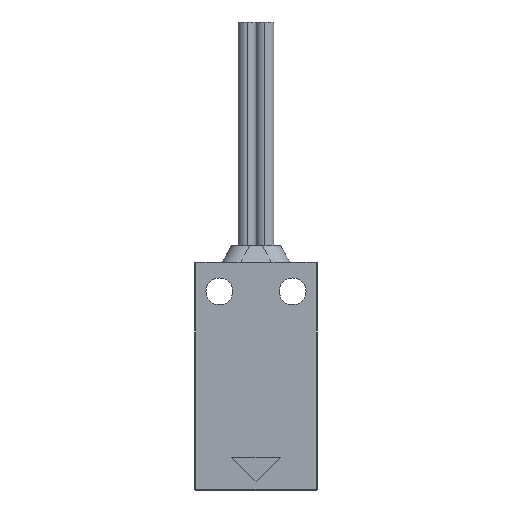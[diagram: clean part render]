
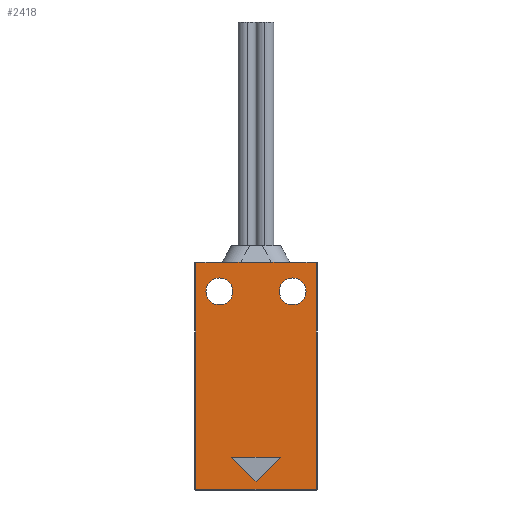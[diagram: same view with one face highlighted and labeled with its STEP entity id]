
A CAD part, left-side view. The second image highlights one B-rep face of the part: STEP entity #2418.
In plain terms, the highlighted planar face has unit normal (-1, 0, 0).
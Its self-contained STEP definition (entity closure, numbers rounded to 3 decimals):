
#897=CARTESIAN_POINT('',(-1.,9.489,23.19));
#898=CARTESIAN_POINT('',(-1.,9.302,23.251));
#899=CARTESIAN_POINT('',(-1.,9.111,23.29));
#900=CARTESIAN_POINT('',(-1.,8.913,23.29));
#902=DIRECTION('',(0.,-1.,0.));
#903=VECTOR('',#902,3.827);
#904=CARTESIAN_POINT('',(-1.,8.913,23.29));
#905=LINE('',#904,#903);
#906=CARTESIAN_POINT('',(-1.,4.511,23.19));
#907=CARTESIAN_POINT('',(-1.,4.698,23.251));
#908=CARTESIAN_POINT('',(-1.,4.889,23.29));
#909=CARTESIAN_POINT('',(-1.,5.087,23.29));
#911=CARTESIAN_POINT('',(-1.,11.5,19.69));
#912=DIRECTION('',(-1.,0.,0.));
#913=DIRECTION('',(0.,0.,-1.));
#914=AXIS2_PLACEMENT_3D('',#911,#912,#913);
#916=CARTESIAN_POINT('',(-1.,11.5,19.69));
#917=DIRECTION('',(-1.,0.,0.));
#918=DIRECTION('',(0.,0.,1.));
#919=AXIS2_PLACEMENT_3D('',#916,#917,#918);
#921=CARTESIAN_POINT('',(-1.,2.5,19.69));
#922=DIRECTION('',(-1.,0.,0.));
#923=DIRECTION('',(0.,0.,-1.));
#924=AXIS2_PLACEMENT_3D('',#921,#922,#923);
#926=CARTESIAN_POINT('',(-1.,2.5,19.69));
#927=DIRECTION('',(-1.,0.,0.));
#928=DIRECTION('',(0.,0.,1.));
#929=AXIS2_PLACEMENT_3D('',#926,#927,#928);
#931=DIRECTION('',(0.,-0.707,0.707));
#932=VECTOR('',#931,4.243);
#933=CARTESIAN_POINT('',(-1.,7.,-3.71));
#934=LINE('',#933,#932);
#935=DIRECTION('',(0.,-0.707,-0.707));
#936=VECTOR('',#935,4.243);
#937=CARTESIAN_POINT('',(-1.,10.,-0.71));
#938=LINE('',#937,#936);
#939=DIRECTION('',(0.,1.,0.));
#940=VECTOR('',#939,4.911);
#941=CARTESIAN_POINT('',(-1.,-0.4,23.19));
#942=LINE('',#941,#940);
#1225=DIRECTION('',(0.,1.,0.));
#1226=VECTOR('',#1225,4.911);
#1227=CARTESIAN_POINT('',(-1.,9.489,23.19));
#1228=LINE('',#1227,#1226);
#1264=DIRECTION('',(0.,0.,-1.));
#1265=VECTOR('',#1264,27.8);
#1266=CARTESIAN_POINT('',(-1.,14.4,23.19));
#1267=LINE('',#1266,#1265);
#1291=DIRECTION('',(0.,-1.,0.));
#1292=VECTOR('',#1291,14.8);
#1293=CARTESIAN_POINT('',(-1.,14.4,-4.61));
#1294=LINE('',#1293,#1292);
#1477=DIRECTION('',(0.,0.,1.));
#1478=VECTOR('',#1477,27.8);
#1479=CARTESIAN_POINT('',(-1.,-0.4,-4.61));
#1480=LINE('',#1479,#1478);
#1524=DIRECTION('',(0.,-1.,0.));
#1525=VECTOR('',#1524,6.);
#1526=CARTESIAN_POINT('',(-1.,10.,-0.71));
#1527=LINE('',#1526,#1525);
#1934=CARTESIAN_POINT('',(-1.,8.913,23.29));
#1935=VERTEX_POINT('',#1934);
#1936=VERTEX_POINT('',#897);
#1942=CARTESIAN_POINT('',(-1.,-0.4,-4.61));
#1943=CARTESIAN_POINT('',(-1.,-0.4,23.19));
#1944=VERTEX_POINT('',#1942);
#1945=VERTEX_POINT('',#1943);
#1946=CARTESIAN_POINT('',(-1.,14.4,-4.61));
#1947=VERTEX_POINT('',#1946);
#1948=CARTESIAN_POINT('',(-1.,14.4,23.19));
#1949=VERTEX_POINT('',#1948);
#1950=CARTESIAN_POINT('',(-1.,11.5,18.04));
#1951=CARTESIAN_POINT('',(-1.,11.5,21.34));
#1952=VERTEX_POINT('',#1950);
#1953=VERTEX_POINT('',#1951);
#1954=CARTESIAN_POINT('',(-1.,2.5,18.04));
#1955=CARTESIAN_POINT('',(-1.,2.5,21.34));
#1956=VERTEX_POINT('',#1954);
#1957=VERTEX_POINT('',#1955);
#1958=CARTESIAN_POINT('',(-1.,7.,-3.71));
#1959=CARTESIAN_POINT('',(-1.,4.,-0.71));
#1960=VERTEX_POINT('',#1958);
#1961=VERTEX_POINT('',#1959);
#1962=CARTESIAN_POINT('',(-1.,10.,-0.71));
#1963=VERTEX_POINT('',#1962);
#2096=VERTEX_POINT('',#906);
#2097=VERTEX_POINT('',#909);
#2376=CARTESIAN_POINT('',(-1.,7.,9.29));
#2377=DIRECTION('',(1.,0.,0.));
#2378=DIRECTION('',(0.,0.,1.));
#2379=AXIS2_PLACEMENT_3D('',#2376,#2377,#2378);
#2380=PLANE('',#2379);
#2382=ORIENTED_EDGE('',*,*,#2381,.F.);
#2384=ORIENTED_EDGE('',*,*,#2383,.F.);
#2386=ORIENTED_EDGE('',*,*,#2385,.F.);
#2388=ORIENTED_EDGE('',*,*,#2387,.F.);
#2390=ORIENTED_EDGE('',*,*,#2389,.F.);
#2392=ORIENTED_EDGE('',*,*,#2391,.T.);
#2394=ORIENTED_EDGE('',*,*,#2393,.T.);
#2396=ORIENTED_EDGE('',*,*,#2395,.F.);
#2397=EDGE_LOOP('',(#2382,#2384,#2386,#2388,#2390,#2392,#2394,#2396));
#2398=FACE_OUTER_BOUND('',#2397,.F.);
#2400=ORIENTED_EDGE('',*,*,#2399,.T.);
#2402=ORIENTED_EDGE('',*,*,#2401,.T.);
#2403=EDGE_LOOP('',(#2400,#2402));
#2404=FACE_BOUND('',#2403,.F.);
#2405=ORIENTED_EDGE('',*,*,#2366,.T.);
#2407=ORIENTED_EDGE('',*,*,#2406,.T.);
#2408=EDGE_LOOP('',(#2405,#2407));
#2409=FACE_BOUND('',#2408,.F.);
#2411=ORIENTED_EDGE('',*,*,#2410,.T.);
#2413=ORIENTED_EDGE('',*,*,#2412,.F.);
#2415=ORIENTED_EDGE('',*,*,#2414,.T.);
#2416=EDGE_LOOP('',(#2411,#2413,#2415));
#2417=FACE_BOUND('',#2416,.F.);
#2418=ADVANCED_FACE('',(#2398,#2404,#2409,#2417),#2380,.F.);
#901=B_SPLINE_CURVE_WITH_KNOTS('',3,(#897,#898,#899,#900),.UNSPECIFIED.,.F.,.F.,
(4,4),(0.,1.),.UNSPECIFIED.);
#910=B_SPLINE_CURVE_WITH_KNOTS('',3,(#906,#907,#908,#909),.UNSPECIFIED.,.F.,.F.,
(4,4),(0.,1.),.UNSPECIFIED.);
#915=CIRCLE('',#914,1.65);
#920=CIRCLE('',#919,1.65);
#925=CIRCLE('',#924,1.65);
#930=CIRCLE('',#929,1.65);
#2366=EDGE_CURVE('',#1956,#1957,#925,.T.);
#2381=EDGE_CURVE('',#1945,#2096,#942,.T.);
#2383=EDGE_CURVE('',#1944,#1945,#1480,.T.);
#2385=EDGE_CURVE('',#1947,#1944,#1294,.T.);
#2387=EDGE_CURVE('',#1949,#1947,#1267,.T.);
#2389=EDGE_CURVE('',#1936,#1949,#1228,.T.);
#2391=EDGE_CURVE('',#1936,#1935,#901,.T.);
#2393=EDGE_CURVE('',#1935,#2097,#905,.T.);
#2395=EDGE_CURVE('',#2096,#2097,#910,.T.);
#2399=EDGE_CURVE('',#1952,#1953,#915,.T.);
#2401=EDGE_CURVE('',#1953,#1952,#920,.T.);
#2406=EDGE_CURVE('',#1957,#1956,#930,.T.);
#2410=EDGE_CURVE('',#1960,#1961,#934,.T.);
#2412=EDGE_CURVE('',#1963,#1961,#1527,.T.);
#2414=EDGE_CURVE('',#1963,#1960,#938,.T.);
